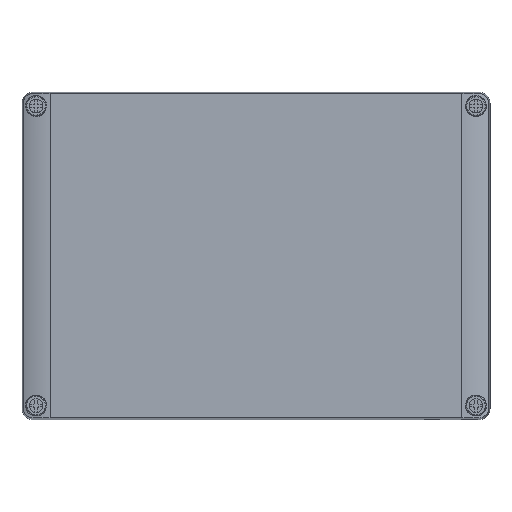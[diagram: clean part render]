
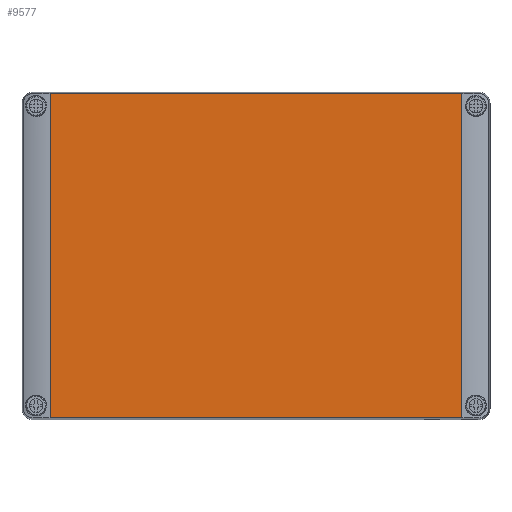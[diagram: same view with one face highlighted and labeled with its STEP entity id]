
A CAD part, top view. The second image highlights one B-rep face of the part: STEP entity #9577.
In plain terms, the highlighted planar face has unit normal (0, 0, 1).
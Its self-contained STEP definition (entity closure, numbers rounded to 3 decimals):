
#9557=AXIS2_PLACEMENT_3D('Plane Axis2P3D',#9554,#9555,#9556) ;
#9072=CARTESIAN_POINT('Vertex',(235.,0.873,100.)) ;
#9077=CARTESIAN_POINT('Line Origine',(125.,0.873,100.)) ;
#9081=CARTESIAN_POINT('Vertex',(15.,0.873,100.)) ;
#9348=CARTESIAN_POINT('Vertex',(235.,174.127,100.)) ;
#9353=CARTESIAN_POINT('Line Origine',(235.,0.,100.)) ;
#9554=CARTESIAN_POINT('Axis2P3D Location',(15.,0.,100.)) ;
#9559=CARTESIAN_POINT('Line Origine',(125.,174.127,100.)) ;
#9563=CARTESIAN_POINT('Vertex',(15.,174.127,100.)) ;
#9566=CARTESIAN_POINT('Line Origine',(15.,87.5,100.)) ;
#9078=DIRECTION('Vector Direction',(1.,0.,0.)) ;
#9354=DIRECTION('Vector Direction',(0.,1.,0.)) ;
#9555=DIRECTION('Axis2P3D Direction',(0.,0.,1.)) ;
#9556=DIRECTION('Axis2P3D XDirection',(1.,0.,0.)) ;
#9560=DIRECTION('Vector Direction',(1.,0.,0.)) ;
#9567=DIRECTION('Vector Direction',(0.,1.,0.)) ;
#9079=VECTOR('Line Direction',#9078,1.) ;
#9355=VECTOR('Line Direction',#9354,1.) ;
#9561=VECTOR('Line Direction',#9560,1.) ;
#9568=VECTOR('Line Direction',#9567,1.) ;
#9572=ORIENTED_EDGE('',*,*,#9357,.T.) ;
#9573=ORIENTED_EDGE('',*,*,#9565,.F.) ;
#9574=ORIENTED_EDGE('',*,*,#9570,.F.) ;
#9575=ORIENTED_EDGE('',*,*,#9083,.T.) ;
#9577=ADVANCED_FACE('DE_MPC_17-25-10\\MANIFOLD_SOLID_BREP #50419',(#9576),#9558,.T.) ;
#9083=EDGE_CURVE('',#9082,#9073,#9080,.T.) ;
#9357=EDGE_CURVE('',#9073,#9349,#9356,.T.) ;
#9565=EDGE_CURVE('',#9564,#9349,#9562,.T.) ;
#9570=EDGE_CURVE('',#9082,#9564,#9569,.T.) ;
#9571=EDGE_LOOP('',(#9572,#9573,#9574,#9575)) ;
#9576=FACE_OUTER_BOUND('',#9571,.T.) ;
#9080=LINE('Line',#9077,#9079) ;
#9356=LINE('Line',#9353,#9355) ;
#9562=LINE('Line',#9559,#9561) ;
#9569=LINE('Line',#9566,#9568) ;
#9558=PLANE('',#9557) ;
#9073=VERTEX_POINT('',#9072) ;
#9082=VERTEX_POINT('',#9081) ;
#9349=VERTEX_POINT('',#9348) ;
#9564=VERTEX_POINT('',#9563) ;
